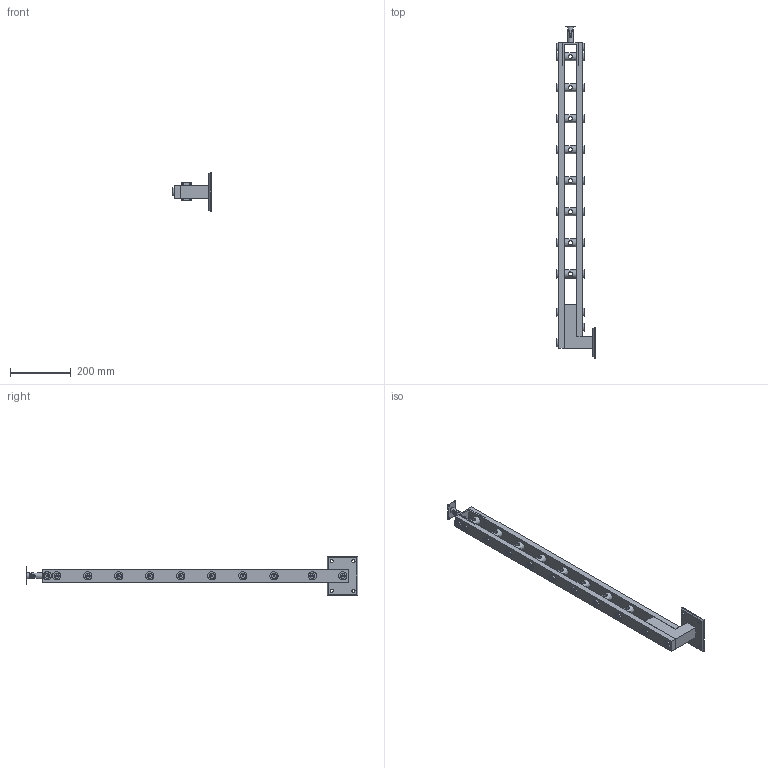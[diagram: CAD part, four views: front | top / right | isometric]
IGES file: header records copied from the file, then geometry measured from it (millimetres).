
Global section: file name: Wood Post Fascia; native system: Autodesk Inventor 2022; preprocessor: unknown; author: BVincent; date: 20210920.075322; units: millimetre
Bounding box: 126.65 x 1090.79 x 127 mm (x, y, z)
Volume: 1997856.9 mm3; surface area: 444962.4 mm2
Topology: 48 solids, 48 shells, 943 faces, 11640 edges, 11130 vertices
Faces by surface type: bspline 783, revolution 160
